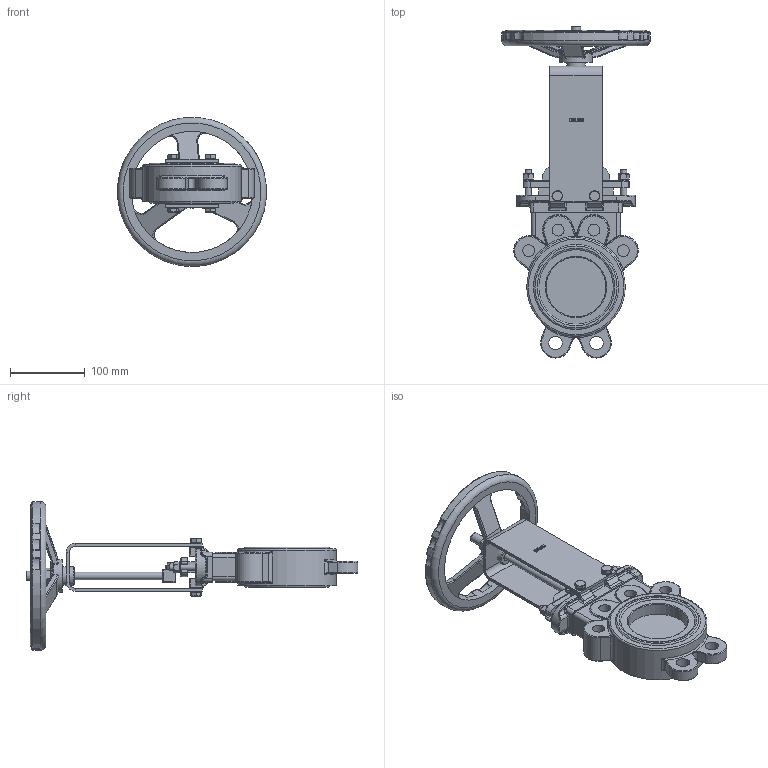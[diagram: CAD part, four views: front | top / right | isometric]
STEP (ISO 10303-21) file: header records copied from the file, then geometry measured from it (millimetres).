
FILE_DESCRIPTION(/* description */ (''),/* implementation_level */ '2;1');
FILE_NAME(/* name */ 'DN80_3D_STEP.stp',/* time_stamp */ '2025-09-04T13:09:52+03:00',/* author */ ('igorr'),/* organization */ (''),/* preprocessor_version */ 'ST-DEVELOPER v20',/* originating_system */ 'Autodesk Inventor 2025',/* authorisation */ '');
FILE_SCHEMA (('AUTOMOTIVE_DESIGN { 1 0 10303 214 3 1 1 }'));
Length unit declared in the file: millimetre
Products named in the file (9): Сборка1; Деталь1; ANSI B18.2.4.2M - M8x1,25; AS 1110 - M5 x 10; Деталь2; AS 1237 - 8; AS 1110 - M8 x 12; Деталь 2; ANSI B18.2.4.2M - M12x1,75
Assembly tree (18 placements, depth 2):
  Сборка1
    Деталь1
    AS 1237 - 8  x6
    ANSI B18.2.4.2M - M8x1,25  x2
    AS 1110 - M5 x 10  x2
    Деталь2
    AS 1110 - M8 x 12  x4
    Деталь 2
    ANSI B18.2.4.2M - M12x1,75
Bounding box: 199.3 x 445.18 x 199.65 mm (x, y, z)
Volume: 1439239.1 mm3; surface area: 264240.2 mm2
Topology: 19 solids, 19 shells, 1193 faces, 2829 edges, 1707 vertices
Faces by surface type: plane 448, cylinder 316, bspline 147, torus 143, cone 93, sphere 46
Full cylindrical faces by diameter (mm): 5 x2, 6 x2, 6.647 x2, 8 x8, 8.4 x6, 9 x6, 10 x1, 10.106 x1, 11 x1, 12.5 x1, 13 x4, 14 x6, 16 x8, 18 x2, 25 x1, 43.75 x1, 80 x2, 132 x1, 162.5 x1, 171.25 x1, 191.25 x1, 200 x1
Entity records: 35581 total; most frequent: CARTESIAN_POINT 10166, DIRECTION 5081, ORIENTED_EDGE 5066, EDGE_CURVE 2533, AXIS2_PLACEMENT_3D 1991, VERTEX_POINT 1538, EDGE_LOOP 1133, LINE 1099
